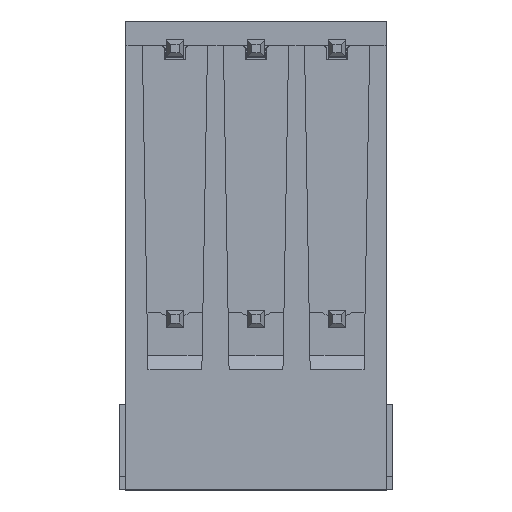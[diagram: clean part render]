
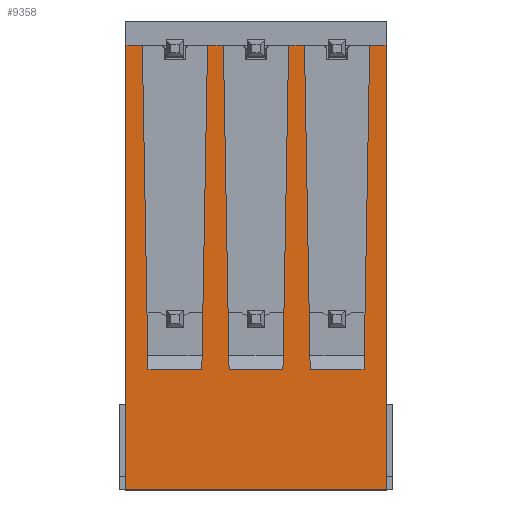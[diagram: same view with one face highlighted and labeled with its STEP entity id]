
A CAD part, top view. The second image highlights one B-rep face of the part: STEP entity #9358.
In plain terms, the highlighted planar face has unit normal (0, 0, 1).
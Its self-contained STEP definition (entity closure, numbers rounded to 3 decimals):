
#17=DIRECTION('',(-1.,0.,0.));
#18=VECTOR('',#17,12.22);
#19=CARTESIAN_POINT('',(23.65,0.,0.));
#20=LINE('',#19,#18);
#21=DIRECTION('',(0.,1.,0.));
#22=VECTOR('',#21,20.85);
#23=CARTESIAN_POINT('',(11.43,0.,0.));
#24=LINE('',#23,#22);
#25=DIRECTION('',(0.017,-1.,0.));
#26=VECTOR('',#25,15.252);
#27=CARTESIAN_POINT('',(12.198,20.85,0.));
#28=LINE('',#27,#26);
#29=DIRECTION('',(1.,0.,0.));
#30=VECTOR('',#29,2.531);
#31=CARTESIAN_POINT('',(12.465,5.6,0.));
#32=LINE('',#31,#30);
#33=DIRECTION('',(0.017,1.,0.));
#34=VECTOR('',#33,15.252);
#35=CARTESIAN_POINT('',(14.995,5.6,0.));
#36=LINE('',#35,#34);
#37=DIRECTION('',(1.,0.,0.));
#38=VECTOR('',#37,0.747);
#39=CARTESIAN_POINT('',(15.262,20.85,0.));
#40=LINE('',#39,#38);
#41=DIRECTION('',(0.017,-1.,0.));
#42=VECTOR('',#41,15.252);
#43=CARTESIAN_POINT('',(16.008,20.85,0.));
#44=LINE('',#43,#42);
#45=DIRECTION('',(1.,0.,0.));
#46=VECTOR('',#45,2.531);
#47=CARTESIAN_POINT('',(16.275,5.6,0.));
#48=LINE('',#47,#46);
#49=DIRECTION('',(0.017,1.,0.));
#50=VECTOR('',#49,15.252);
#51=CARTESIAN_POINT('',(18.805,5.6,0.));
#52=LINE('',#51,#50);
#53=DIRECTION('',(1.,0.,0.));
#54=VECTOR('',#53,0.747);
#55=CARTESIAN_POINT('',(19.072,20.85,0.));
#56=LINE('',#55,#54);
#57=DIRECTION('',(0.017,-1.,0.));
#58=VECTOR('',#57,15.252);
#59=CARTESIAN_POINT('',(19.818,20.85,0.));
#60=LINE('',#59,#58);
#61=DIRECTION('',(1.,0.,0.));
#62=VECTOR('',#61,2.531);
#63=CARTESIAN_POINT('',(20.085,5.6,0.));
#64=LINE('',#63,#62);
#65=DIRECTION('',(0.017,1.,0.));
#66=VECTOR('',#65,15.252);
#67=CARTESIAN_POINT('',(22.615,5.6,0.));
#68=LINE('',#67,#66);
#4594=DIRECTION('',(-1.,0.,0.));
#4595=VECTOR('',#4594,0.768);
#4596=CARTESIAN_POINT('',(12.198,20.85,0.));
#4597=LINE('',#4596,#4595);
#5597=DIRECTION('',(-1.,0.,0.));
#5598=VECTOR('',#5597,0.768);
#5599=CARTESIAN_POINT('',(23.65,20.85,0.));
#5600=LINE('',#5599,#5598);
#5725=DIRECTION('',(0.,1.,0.));
#5726=VECTOR('',#5725,20.85);
#5727=CARTESIAN_POINT('',(23.65,0.,0.));
#5728=LINE('',#5727,#5726);
#7133=CARTESIAN_POINT('',(19.818,20.85,0.));
#7134=VERTEX_POINT('',#7133);
#7137=CARTESIAN_POINT('',(23.65,20.85,0.));
#7138=VERTEX_POINT('',#7137);
#7139=CARTESIAN_POINT('',(22.882,20.85,0.));
#7140=VERTEX_POINT('',#7139);
#7243=CARTESIAN_POINT('',(23.65,0.,0.));
#7244=VERTEX_POINT('',#7243);
#7337=CARTESIAN_POINT('',(20.085,5.6,0.));
#7338=VERTEX_POINT('',#7337);
#7339=CARTESIAN_POINT('',(22.615,5.6,0.));
#7340=VERTEX_POINT('',#7339);
#7887=CARTESIAN_POINT('',(16.008,20.85,0.));
#7888=VERTEX_POINT('',#7887);
#7889=CARTESIAN_POINT('',(19.072,20.85,0.));
#7890=VERTEX_POINT('',#7889);
#8019=CARTESIAN_POINT('',(16.275,5.6,0.));
#8020=VERTEX_POINT('',#8019);
#8021=CARTESIAN_POINT('',(18.805,5.6,0.));
#8022=VERTEX_POINT('',#8021);
#8565=CARTESIAN_POINT('',(15.262,20.85,0.));
#8566=VERTEX_POINT('',#8565);
#8567=CARTESIAN_POINT('',(14.995,5.6,0.));
#8568=VERTEX_POINT('',#8567);
#8575=CARTESIAN_POINT('',(12.198,20.85,0.));
#8576=VERTEX_POINT('',#8575);
#8577=CARTESIAN_POINT('',(11.43,20.85,0.));
#8578=VERTEX_POINT('',#8577);
#8591=CARTESIAN_POINT('',(11.43,0.,0.));
#8592=VERTEX_POINT('',#8591);
#8766=CARTESIAN_POINT('',(12.465,5.6,0.));
#8767=VERTEX_POINT('',#8766);
#9320=CARTESIAN_POINT('',(0.,21.9,0.));
#9321=DIRECTION('',(0.,0.,1.));
#9322=DIRECTION('',(0.,-1.,0.));
#9323=AXIS2_PLACEMENT_3D('',#9320,#9321,#9322);
#9324=PLANE('',#9323);
#9326=ORIENTED_EDGE('',*,*,#9325,.T.);
#9328=ORIENTED_EDGE('',*,*,#9327,.T.);
#9330=ORIENTED_EDGE('',*,*,#9329,.F.);
#9332=ORIENTED_EDGE('',*,*,#9331,.T.);
#9334=ORIENTED_EDGE('',*,*,#9333,.T.);
#9336=ORIENTED_EDGE('',*,*,#9335,.T.);
#9338=ORIENTED_EDGE('',*,*,#9337,.T.);
#9340=ORIENTED_EDGE('',*,*,#9339,.T.);
#9342=ORIENTED_EDGE('',*,*,#9341,.T.);
#9344=ORIENTED_EDGE('',*,*,#9343,.T.);
#9345=ORIENTED_EDGE('',*,*,#9309,.T.);
#9347=ORIENTED_EDGE('',*,*,#9346,.T.);
#9349=ORIENTED_EDGE('',*,*,#9348,.T.);
#9351=ORIENTED_EDGE('',*,*,#9350,.T.);
#9353=ORIENTED_EDGE('',*,*,#9352,.F.);
#9355=ORIENTED_EDGE('',*,*,#9354,.F.);
#9356=EDGE_LOOP('',(#9326,#9328,#9330,#9332,#9334,#9336,#9338,#9340,#9342,#9344,
#9345,#9347,#9349,#9351,#9353,#9355));
#9357=FACE_OUTER_BOUND('',#9356,.F.);
#9358=ADVANCED_FACE('',(#9357),#9324,.T.);
#9309=EDGE_CURVE('',#7890,#7134,#56,.T.);
#9325=EDGE_CURVE('',#7244,#8592,#20,.T.);
#9327=EDGE_CURVE('',#8592,#8578,#24,.T.);
#9329=EDGE_CURVE('',#8576,#8578,#4597,.T.);
#9331=EDGE_CURVE('',#8576,#8767,#28,.T.);
#9333=EDGE_CURVE('',#8767,#8568,#32,.T.);
#9335=EDGE_CURVE('',#8568,#8566,#36,.T.);
#9337=EDGE_CURVE('',#8566,#7888,#40,.T.);
#9339=EDGE_CURVE('',#7888,#8020,#44,.T.);
#9341=EDGE_CURVE('',#8020,#8022,#48,.T.);
#9343=EDGE_CURVE('',#8022,#7890,#52,.T.);
#9346=EDGE_CURVE('',#7134,#7338,#60,.T.);
#9348=EDGE_CURVE('',#7338,#7340,#64,.T.);
#9350=EDGE_CURVE('',#7340,#7140,#68,.T.);
#9352=EDGE_CURVE('',#7138,#7140,#5600,.T.);
#9354=EDGE_CURVE('',#7244,#7138,#5728,.T.);
